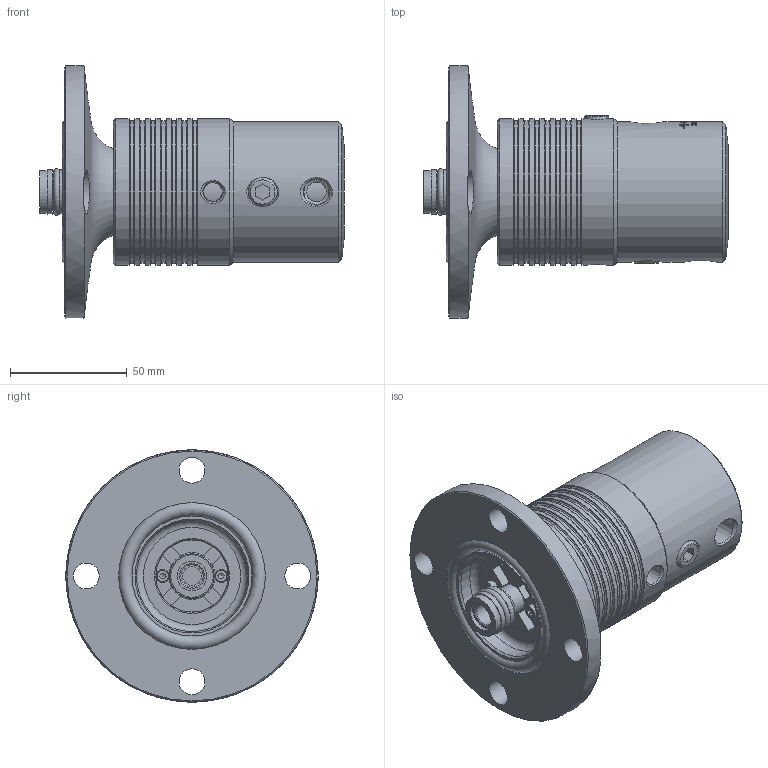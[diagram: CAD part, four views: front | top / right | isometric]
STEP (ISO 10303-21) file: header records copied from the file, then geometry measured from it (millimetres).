
FILE_DESCRIPTION(/* description */ (''),/* implementation_level */ '2;1');
FILE_NAME(/* name */ '2620-440-252-IC.stp',/* time_stamp */ '2020-05-17T16:59:49-05:00',/* author */ ('Moorera'),/* organization */ (''),/* preprocessor_version */ 'ST-DEVELOPER v18.1',/* originating_system */ 'Autodesk Inventor 2020',/* authorisation */ '');
FILE_SCHEMA (('AUTOMOTIVE_DESIGN { 1 0 10303 214 3 1 1 }'));
Length unit declared in the file: millimetre
Products named in the file (1): 2620-440-252-IC
Bounding box: 130.5 x 107.95 x 107.95 mm (x, y, z)
Volume: 363802.1 mm3; surface area: 62747.9 mm2
Topology: 3 solids, 9 shells, 552 faces, 1493 edges, 1025 vertices
Faces by surface type: bspline 214, plane 178, cylinder 96, cone 38, torus 26
Full cylindrical faces by diameter (mm): 2.459 x2, 3 x2, 3.5 x2, 5.5 x2, 7.95 x2, 8 x1, 8.4 x3, 9.5 x1, 10.719 x3, 11 x4, 12.7 x2, 14.7 x1, 18.2 x1, 19.05 x2, 30.9 x1, 47.6 x1, 51.3 x1, 55.1 x1, 58 x1, 60 x1, 61 x7, 62.8 x8, 107.95 x1
Entity records: 27130 total; most frequent: CARTESIAN_POINT 13690, ORIENTED_EDGE 2978, DIRECTION 2306, EDGE_CURVE 1489, VERTEX_POINT 1025, AXIS2_PLACEMENT_3D 887, EDGE_LOOP 638, FACE_OUTER_BOUND 552
